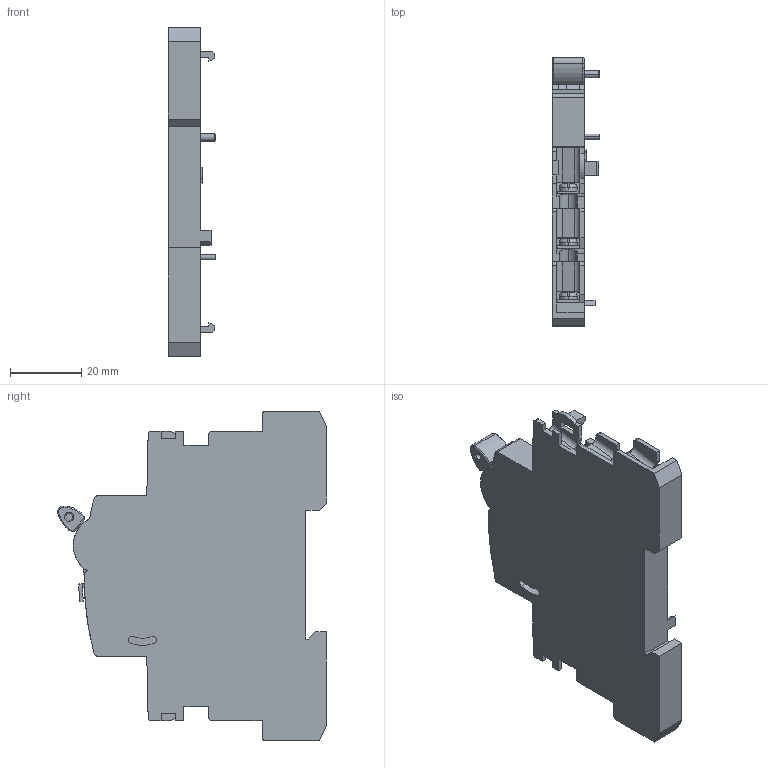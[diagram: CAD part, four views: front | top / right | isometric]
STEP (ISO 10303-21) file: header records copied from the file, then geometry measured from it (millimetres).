
FILE_DESCRIPTION (( 'STEP AP214' ), '1' );
FILE_NAME ('Ñîâìåùåííûé äîïîëíèòåëüíûé è ñèãíàëüíûé êîíòàêò AV-OF+OF-SD EKF (av-of-of-sd-averes).STEP', '2023-10-17T11:23:46', ( '' ), ( '' ), 'SwSTEP 2.0', 'SolidWorks 2021', '' );
FILE_SCHEMA (( 'AUTOMOTIVE_DESIGN' ));
Length unit declared in the file: millimetre
Products named in the file (1): Ñîâìåùåííûé äîïîëíèòåëüíûé è ñèãíàëüíûé êîíòàêò AV-OF+OF-SD EKF (av-of-of-sd-averes)
Bounding box: 13.3 x 75.4 x 92.4 mm (x, y, z)
Volume: 38590.8 mm3; surface area: 17507.8 mm2
Topology: 19 solids, 19 shells, 466 faces, 1185 edges, 762 vertices
Faces by surface type: plane 336, cylinder 95, torus 32, bspline 3
Entity records: 15472 total; most frequent: CARTESIAN_POINT 3213, ORIENTED_EDGE 2370, DIRECTION 2233, EDGE_CURVE 1185, LINE 821, VECTOR 821, VERTEX_POINT 762, AXIS2_PLACEMENT_3D 706
